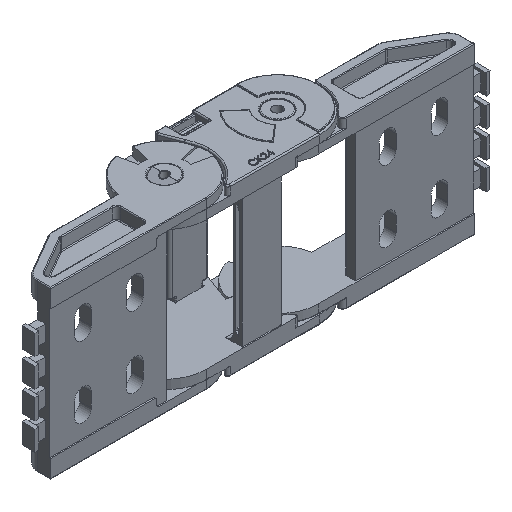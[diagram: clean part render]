
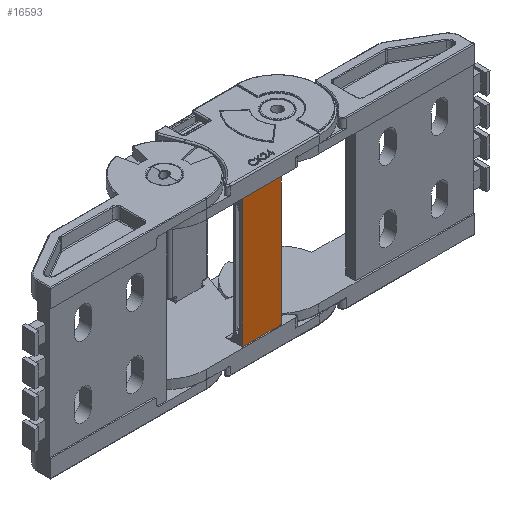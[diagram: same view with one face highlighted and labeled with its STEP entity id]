
A CAD part, isometric view. The second image highlights one B-rep face of the part: STEP entity #16593.
In plain terms, the highlighted planar face has unit normal (0, -1, 0).
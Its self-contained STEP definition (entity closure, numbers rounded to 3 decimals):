
#417 = CARTESIAN_POINT ( 'NONE',  ( 92.5, -15.75, -5. ) ) ;
#2076 = VERTEX_POINT ( 'NONE', #417 ) ;
#2647 = VERTEX_POINT ( 'NONE', #20084 ) ;
#4099 = DIRECTION ( 'NONE',  ( 0., 0., -1. ) ) ;
#4271 = CARTESIAN_POINT ( 'NONE',  ( 107.5, -15.75, 45. ) ) ;
#5210 = CARTESIAN_POINT ( 'NONE',  ( 92.5, -15.75, 20. ) ) ;
#5267 = EDGE_CURVE ( 'NONE', #2076, #21521, #14234, .T. ) ;
#6608 = EDGE_CURVE ( 'NONE', #21521, #23014, #28642, .T. ) ;
#9199 = VECTOR ( 'NONE', #26958, 1000. ) ;
#9490 = CARTESIAN_POINT ( 'NONE',  ( 78.25, -15.75, -5. ) ) ;
#11028 = CARTESIAN_POINT ( 'NONE',  ( 107.5, -15.75, 20. ) ) ;
#11847 = DIRECTION ( 'NONE',  ( -1., 0., 0. ) ) ;
#12189 = DIRECTION ( 'NONE',  ( -1., 0., 0. ) ) ;
#12758 = ORIENTED_EDGE ( 'NONE', *, *, #6608, .F. ) ;
#14234 = LINE ( 'NONE', #5210, #9199 ) ;
#16498 = DIRECTION ( 'NONE',  ( 0., 1., 0. ) ) ;
#16593 = ADVANCED_FACE ( 'NONE', ( #23808 ), #19048, .F. ) ;
#16826 = ORIENTED_EDGE ( 'NONE', *, *, #26365, .F. ) ;
#16942 = EDGE_LOOP ( 'NONE', ( #26594, #23947, #16826, #12758 ) ) ;
#17238 = CARTESIAN_POINT ( 'NONE',  ( 78.25, -15.75, 45. ) ) ;
#19048 = PLANE ( 'NONE',  #29469 ) ;
#19310 = EDGE_CURVE ( 'NONE', #2647, #2076, #28999, .T. ) ;
#20084 = CARTESIAN_POINT ( 'NONE',  ( 107.5, -15.75, -5. ) ) ;
#21521 = VERTEX_POINT ( 'NONE', #23771 ) ;
#22523 = VECTOR ( 'NONE', #12189, 1000. ) ;
#23014 = VERTEX_POINT ( 'NONE', #4271 ) ;
#23771 = CARTESIAN_POINT ( 'NONE',  ( 92.5, -15.75, 45. ) ) ;
#23808 = FACE_OUTER_BOUND ( 'NONE', #16942, .T. ) ;
#23947 = ORIENTED_EDGE ( 'NONE', *, *, #19310, .F. ) ;
#23963 = CARTESIAN_POINT ( 'NONE',  ( 78.25, -15.75, 67. ) ) ;
#24103 = VECTOR ( 'NONE', #24594, 1000. ) ;
#24594 = DIRECTION ( 'NONE',  ( 1., 0., 0. ) ) ;
#26365 = EDGE_CURVE ( 'NONE', #23014, #2647, #28546, .T. ) ;
#26594 = ORIENTED_EDGE ( 'NONE', *, *, #5267, .F. ) ;
#26958 = DIRECTION ( 'NONE',  ( 0., 0., 1. ) ) ;
#28546 = LINE ( 'NONE', #11028, #30881 ) ;
#28642 = LINE ( 'NONE', #17238, #24103 ) ;
#28999 = LINE ( 'NONE', #9490, #22523 ) ;
#29469 = AXIS2_PLACEMENT_3D ( 'NONE', #23963, #16498, #11847 ) ;
#30881 = VECTOR ( 'NONE', #4099, 1000. ) ;
